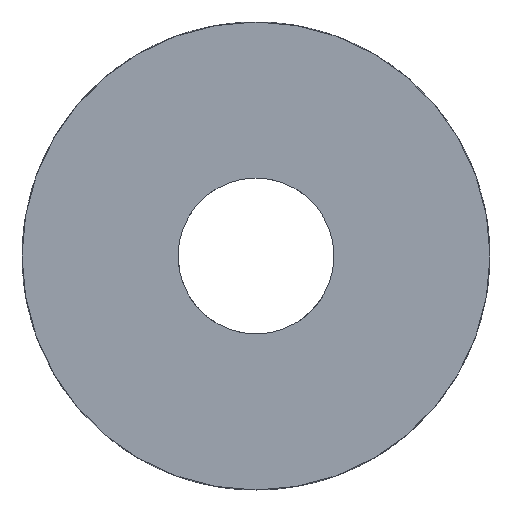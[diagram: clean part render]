
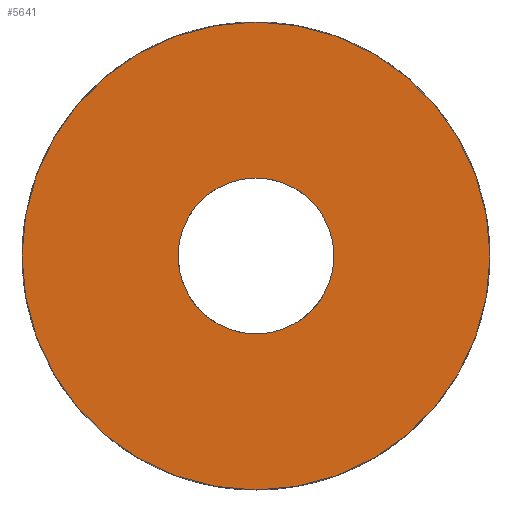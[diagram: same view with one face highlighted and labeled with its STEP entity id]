
A CAD part, front view. The second image highlights one B-rep face of the part: STEP entity #5641.
In plain terms, the highlighted planar face has unit normal (0, -1, 0).
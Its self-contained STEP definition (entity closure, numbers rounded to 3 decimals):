
#206 = EDGE_CURVE ( 'NONE', #4380, #6505, #6035, .T. ) ;
#549 = AXIS2_PLACEMENT_3D ( 'NONE', #4379, #2370, #3383 ) ;
#612 = AXIS2_PLACEMENT_3D ( 'NONE', #5581, #4675, #5200 ) ;
#676 = EDGE_CURVE ( 'NONE', #6505, #4380, #838, .T. ) ;
#838 = CIRCLE ( 'NONE', #612, 4.5 ) ;
#865 = AXIS2_PLACEMENT_3D ( 'NONE', #6261, #1673, #6192 ) ;
#1295 = DIRECTION ( 'NONE',  ( 0., 0., 1. ) ) ;
#1339 = EDGE_LOOP ( 'NONE', ( #3407, #6382 ) ) ;
#1462 = EDGE_CURVE ( 'NONE', #2289, #3143, #4980, .T. ) ;
#1489 = EDGE_LOOP ( 'NONE', ( #2843, #3853 ) ) ;
#1619 = PLANE ( 'NONE',  #3069 ) ;
#1673 = DIRECTION ( 'NONE',  ( 0., 1., 0. ) ) ;
#1900 = CARTESIAN_POINT ( 'NONE',  ( 0., -2.8, 1.5 ) ) ;
#1926 = CARTESIAN_POINT ( 'NONE',  ( 0., -2.8, 4.5 ) ) ;
#2184 = FACE_OUTER_BOUND ( 'NONE', #1339, .T. ) ;
#2289 = VERTEX_POINT ( 'NONE', #3576 ) ;
#2370 = DIRECTION ( 'NONE',  ( 0., 1., 0. ) ) ;
#2686 = CARTESIAN_POINT ( 'NONE',  ( 0., -2.8, 0. ) ) ;
#2843 = ORIENTED_EDGE ( 'NONE', *, *, #5811, .T. ) ;
#3069 = AXIS2_PLACEMENT_3D ( 'NONE', #2686, #5762, #4672 ) ;
#3143 = VERTEX_POINT ( 'NONE', #1900 ) ;
#3147 = CARTESIAN_POINT ( 'NONE',  ( 0., -2.8, -4.5 ) ) ;
#3383 = DIRECTION ( 'NONE',  ( 0., 0., 1. ) ) ;
#3407 = ORIENTED_EDGE ( 'NONE', *, *, #676, .F. ) ;
#3576 = CARTESIAN_POINT ( 'NONE',  ( 0., -2.8, -1.5 ) ) ;
#3853 = ORIENTED_EDGE ( 'NONE', *, *, #1462, .T. ) ;
#4379 = CARTESIAN_POINT ( 'NONE',  ( 0., -2.8, 0. ) ) ;
#4380 = VERTEX_POINT ( 'NONE', #3147 ) ;
#4672 = DIRECTION ( 'NONE',  ( 0., 0., 1. ) ) ;
#4675 = DIRECTION ( 'NONE',  ( 0., 1., 0. ) ) ;
#4676 = AXIS2_PLACEMENT_3D ( 'NONE', #5351, #6373, #1295 ) ;
#4980 = CIRCLE ( 'NONE', #865, 1.5 ) ;
#5200 = DIRECTION ( 'NONE',  ( 0., 0., 1. ) ) ;
#5351 = CARTESIAN_POINT ( 'NONE',  ( 0., -2.8, 0. ) ) ;
#5581 = CARTESIAN_POINT ( 'NONE',  ( 0., -2.8, 0. ) ) ;
#5641 = ADVANCED_FACE ( 'NONE', ( #6576, #2184 ), #1619, .F. ) ;
#5762 = DIRECTION ( 'NONE',  ( 0., 1., 0. ) ) ;
#5811 = EDGE_CURVE ( 'NONE', #3143, #2289, #6082, .T. ) ;
#6035 = CIRCLE ( 'NONE', #549, 4.5 ) ;
#6082 = CIRCLE ( 'NONE', #4676, 1.5 ) ;
#6192 = DIRECTION ( 'NONE',  ( 0., 0., 1. ) ) ;
#6261 = CARTESIAN_POINT ( 'NONE',  ( 0., -2.8, 0. ) ) ;
#6373 = DIRECTION ( 'NONE',  ( 0., 1., 0. ) ) ;
#6382 = ORIENTED_EDGE ( 'NONE', *, *, #206, .F. ) ;
#6505 = VERTEX_POINT ( 'NONE', #1926 ) ;
#6576 = FACE_BOUND ( 'NONE', #1489, .T. ) ;
